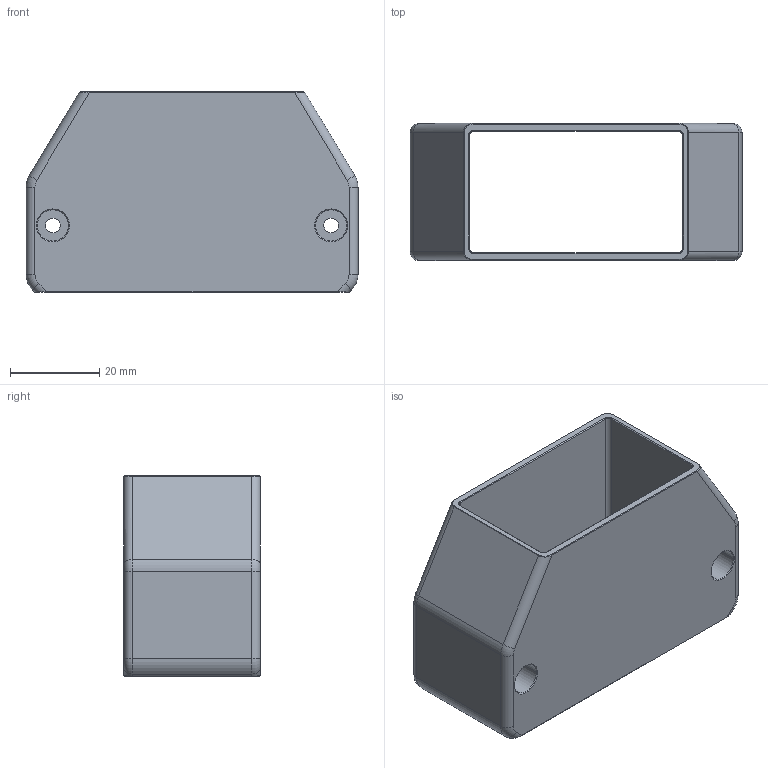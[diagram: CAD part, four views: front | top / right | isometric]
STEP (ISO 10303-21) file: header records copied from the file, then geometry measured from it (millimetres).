
FILE_DESCRIPTION (( 'STEP AP203' ), '1' );
FILE_NAME ('こ趼羲壽假蚾釱.STEP', '2025-01-10T08:49:48', ( 'Leo' ), ( '' ), 'SwSTEP 2.0', 'SolidWorks 2022', '' );
FILE_SCHEMA (( 'CONFIG_CONTROL_DESIGN' ));
Length unit declared in the file: millimetre
Products named in the file (1): 品字开关安装座
Bounding box: 74.4 x 30.7 x 45 mm (x, y, z)
Volume: 34421.6 mm3; surface area: 18107.9 mm2
Topology: 1 solids, 1 shells, 102 faces, 232 edges, 136 vertices
Faces by surface type: plane 34, cylinder 32, cone 20, torus 8, bspline 8
Entity records: 3679 total; most frequent: CARTESIAN_POINT 1333, DIRECTION 478, ORIENTED_EDGE 464, EDGE_CURVE 232, AXIS2_PLACEMENT_3D 183, VERTEX_POINT 136, VECTOR 112, EDGE_LOOP 112
